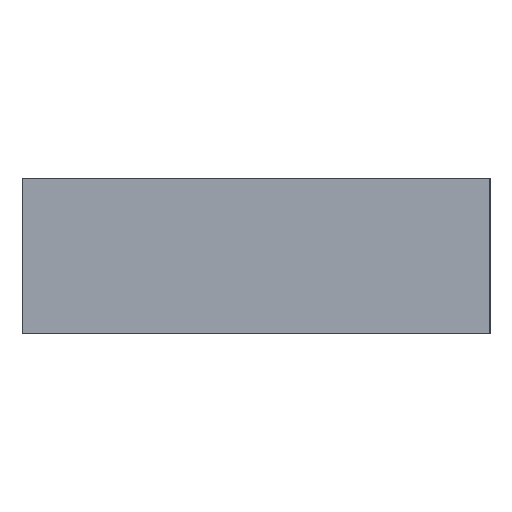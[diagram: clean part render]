
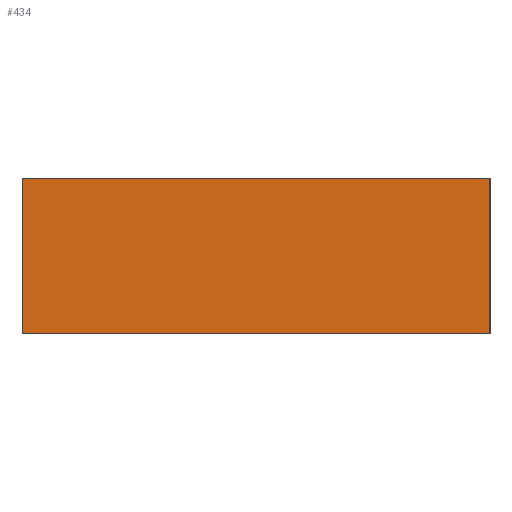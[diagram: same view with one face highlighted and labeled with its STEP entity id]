
A CAD part, left-side view. The second image highlights one B-rep face of the part: STEP entity #434.
In plain terms, the highlighted planar face has unit normal (-1, 0, 0).
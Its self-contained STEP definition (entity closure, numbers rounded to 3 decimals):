
#37 = CARTESIAN_POINT ( 'NONE',  ( 0., 0., 2. ) ) ;
#95 = EDGE_CURVE ( 'NONE', #1057, #1017, #837, .T. ) ;
#107 = EDGE_CURVE ( 'NONE', #949, #877, #755, .T. ) ;
#187 = CARTESIAN_POINT ( 'NONE',  ( 0., 6., 2. ) ) ;
#201 = EDGE_CURVE ( 'NONE', #949, #1057, #393, .T. ) ;
#204 = EDGE_CURVE ( 'NONE', #877, #1017, #402, .T. ) ;
#207 = FACE_OUTER_BOUND ( 'NONE', #792, .T. ) ;
#366 = CARTESIAN_POINT ( 'NONE',  ( 0., 0., 2. ) ) ;
#371 = PLANE ( 'NONE',  #1132 ) ;
#389 = VECTOR ( 'NONE', #1005, 1000. ) ;
#393 = LINE ( 'NONE', #1096, #406 ) ;
#402 = LINE ( 'NONE', #1059, #411 ) ;
#406 = VECTOR ( 'NONE', #1019, 1000. ) ;
#411 = VECTOR ( 'NONE', #1095, 1000. ) ;
#428 = DIRECTION ( 'NONE',  ( 1., 0., 0. ) ) ;
#434 = ADVANCED_FACE ( 'NONE', ( #207 ), #371, .F. ) ;
#440 = DIRECTION ( 'NONE',  ( 0., 0., -1. ) ) ;
#602 = ORIENTED_EDGE ( 'NONE', *, *, #95, .T. ) ;
#747 = CARTESIAN_POINT ( 'NONE',  ( 0., 6., 0. ) ) ;
#755 = LINE ( 'NONE', #1107, #389 ) ;
#792 = EDGE_LOOP ( 'NONE', ( #602, #1058, #943, #1054 ) ) ;
#837 = LINE ( 'NONE', #976, #840 ) ;
#840 = VECTOR ( 'NONE', #888, 1000. ) ;
#877 = VERTEX_POINT ( 'NONE', #37 ) ;
#888 = DIRECTION ( 'NONE',  ( 0., -1., 0. ) ) ;
#943 = ORIENTED_EDGE ( 'NONE', *, *, #107, .F. ) ;
#949 = VERTEX_POINT ( 'NONE', #187 ) ;
#976 = CARTESIAN_POINT ( 'NONE',  ( 0., 0., 0. ) ) ;
#1005 = DIRECTION ( 'NONE',  ( 0., -1., 0. ) ) ;
#1017 = VERTEX_POINT ( 'NONE', #1162 ) ;
#1019 = DIRECTION ( 'NONE',  ( 0., 0., -1. ) ) ;
#1054 = ORIENTED_EDGE ( 'NONE', *, *, #201, .T. ) ;
#1057 = VERTEX_POINT ( 'NONE', #747 ) ;
#1058 = ORIENTED_EDGE ( 'NONE', *, *, #204, .F. ) ;
#1059 = CARTESIAN_POINT ( 'NONE',  ( 0., 0., 2. ) ) ;
#1095 = DIRECTION ( 'NONE',  ( 0., 0., -1. ) ) ;
#1096 = CARTESIAN_POINT ( 'NONE',  ( 0., 6., 2. ) ) ;
#1107 = CARTESIAN_POINT ( 'NONE',  ( 0., 0., 2. ) ) ;
#1132 = AXIS2_PLACEMENT_3D ( 'NONE', #366, #428, #440 ) ;
#1162 = CARTESIAN_POINT ( 'NONE',  ( 0., 0., 0. ) ) ;
